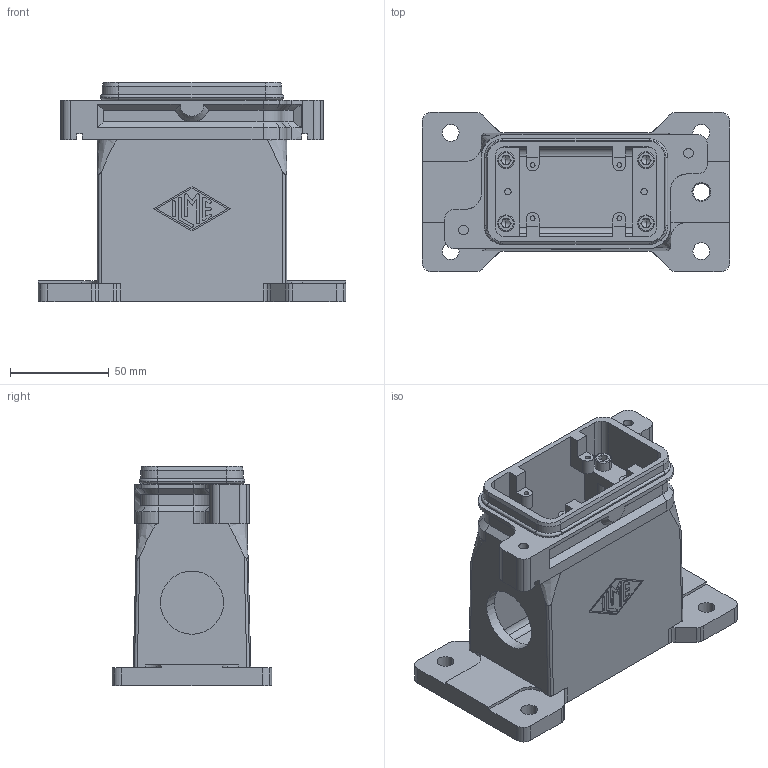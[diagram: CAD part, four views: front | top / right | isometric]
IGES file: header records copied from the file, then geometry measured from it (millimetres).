
Global section: file name: No Iges File Name specified; native system: AutoDesk Inventor R6.1; preprocessor: AutoDesk Inventor Iges Exporter R6.1; author: No Author specified; organization: No Organization specified; date: 20070111.160146; units: millimetre
Bounding box: 156 x 81 x 111 mm (x, y, z)
Volume: 292882 mm3; surface area: 96094.9 mm2
Topology: 1 solids, 7 shells, 549 faces, 1445 edges, 912 vertices
Faces by surface type: plane 227, revolution 120, cylinder 90, bspline 76, torus 20, cone 16
